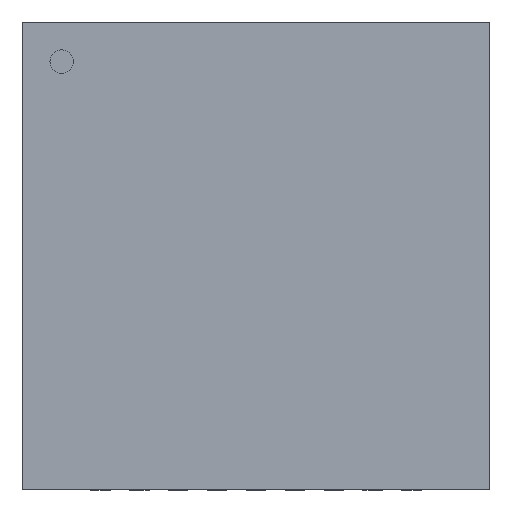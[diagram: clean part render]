
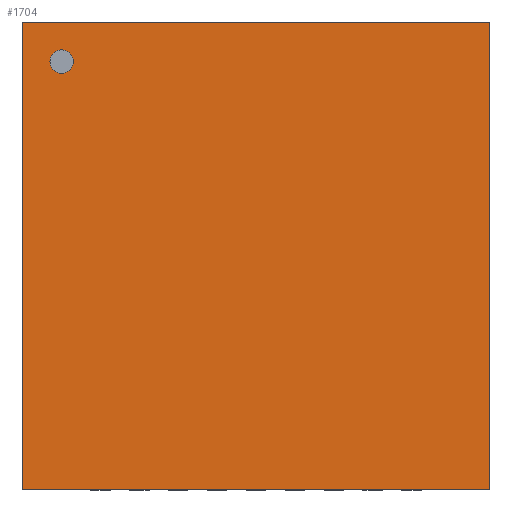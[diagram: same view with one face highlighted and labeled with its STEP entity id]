
A CAD part, top view. The second image highlights one B-rep face of the part: STEP entity #1704.
In plain terms, the highlighted planar face has unit normal (0, 0, 1).
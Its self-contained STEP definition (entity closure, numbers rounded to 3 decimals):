
#60 = DIRECTION ( 'NONE',  ( 0., 0., -1. ) ) ;
#178 = CARTESIAN_POINT ( 'NONE',  ( 0., -3., 0.8 ) ) ;
#316 = VERTEX_POINT ( 'NONE', #4328 ) ;
#492 = LINE ( 'NONE', #4838, #5082 ) ;
#1172 = EDGE_LOOP ( 'NONE', ( #11646, #10339 ) ) ;
#1458 = CARTESIAN_POINT ( 'NONE',  ( -3., -3., 0.8 ) ) ;
#1701 = CARTESIAN_POINT ( 'NONE',  ( 3., 0., 0.8 ) ) ;
#1704 = ADVANCED_FACE ( 'NONE', ( #11216, #9074 ), #4894, .T. ) ;
#1928 = EDGE_CURVE ( 'NONE', #9205, #2920, #4296, .T. ) ;
#2001 = DIRECTION ( 'NONE',  ( 1., 0., 0. ) ) ;
#2747 = CARTESIAN_POINT ( 'NONE',  ( -2.5, 2.5, 0.8 ) ) ;
#2920 = VERTEX_POINT ( 'NONE', #9913 ) ;
#3498 = VECTOR ( 'NONE', #2001, 1000. ) ;
#3594 = DIRECTION ( 'NONE',  ( -1., 0., 0. ) ) ;
#3673 = DIRECTION ( 'NONE',  ( 1., 0., 0. ) ) ;
#3860 = EDGE_CURVE ( 'NONE', #9940, #9205, #10572, .T. ) ;
#4120 = AXIS2_PLACEMENT_3D ( 'NONE', #2747, #9203, #3673 ) ;
#4296 = LINE ( 'NONE', #1701, #9198 ) ;
#4328 = CARTESIAN_POINT ( 'NONE',  ( -2.35, 2.5, 0.8 ) ) ;
#4838 = CARTESIAN_POINT ( 'NONE',  ( -3., 0., 0.8 ) ) ;
#4853 = EDGE_CURVE ( 'NONE', #316, #9496, #6519, .T. ) ;
#4894 = PLANE ( 'NONE',  #11557 ) ;
#5082 = VECTOR ( 'NONE', #5781, 1000. ) ;
#5421 = CARTESIAN_POINT ( 'NONE',  ( -2.65, 2.5, 0.8 ) ) ;
#5501 = EDGE_CURVE ( 'NONE', #9496, #316, #6418, .T. ) ;
#5554 = CARTESIAN_POINT ( 'NONE',  ( -2.5, 2.5, 0.8 ) ) ;
#5781 = DIRECTION ( 'NONE',  ( 0., -1., 0. ) ) ;
#6201 = CARTESIAN_POINT ( 'NONE',  ( 0., 0., 0.8 ) ) ;
#6364 = CARTESIAN_POINT ( 'NONE',  ( 0., 3., 0.8 ) ) ;
#6418 = CIRCLE ( 'NONE', #7505, 0.15 ) ;
#6501 = DIRECTION ( 'NONE',  ( 1., 0., 0. ) ) ;
#6519 = CIRCLE ( 'NONE', #4120, 0.15 ) ;
#6899 = ORIENTED_EDGE ( 'NONE', *, *, #8027, .T. ) ;
#7505 = AXIS2_PLACEMENT_3D ( 'NONE', #5554, #60, #6501 ) ;
#7705 = CARTESIAN_POINT ( 'NONE',  ( 3., -3., 0.8 ) ) ;
#7769 = VERTEX_POINT ( 'NONE', #8831 ) ;
#7839 = VECTOR ( 'NONE', #3594, 1000. ) ;
#7980 = DIRECTION ( 'NONE',  ( 0., 1., 0. ) ) ;
#8027 = EDGE_CURVE ( 'NONE', #2920, #7769, #10273, .T. ) ;
#8243 = ORIENTED_EDGE ( 'NONE', *, *, #8270, .T. ) ;
#8270 = EDGE_CURVE ( 'NONE', #7769, #9940, #492, .T. ) ;
#8503 = ORIENTED_EDGE ( 'NONE', *, *, #1928, .T. ) ;
#8831 = CARTESIAN_POINT ( 'NONE',  ( -3., 3., 0.8 ) ) ;
#9074 = FACE_OUTER_BOUND ( 'NONE', #9671, .T. ) ;
#9198 = VECTOR ( 'NONE', #7980, 1000. ) ;
#9203 = DIRECTION ( 'NONE',  ( 0., 0., -1. ) ) ;
#9205 = VERTEX_POINT ( 'NONE', #7705 ) ;
#9225 = DIRECTION ( 'NONE',  ( 0., 0., 1. ) ) ;
#9496 = VERTEX_POINT ( 'NONE', #5421 ) ;
#9671 = EDGE_LOOP ( 'NONE', ( #8243, #9918, #8503, #6899 ) ) ;
#9781 = DIRECTION ( 'NONE',  ( 1., 0., 0. ) ) ;
#9913 = CARTESIAN_POINT ( 'NONE',  ( 3., 3., 0.8 ) ) ;
#9918 = ORIENTED_EDGE ( 'NONE', *, *, #3860, .T. ) ;
#9940 = VERTEX_POINT ( 'NONE', #1458 ) ;
#10273 = LINE ( 'NONE', #6364, #7839 ) ;
#10339 = ORIENTED_EDGE ( 'NONE', *, *, #5501, .T. ) ;
#10572 = LINE ( 'NONE', #178, #3498 ) ;
#11216 = FACE_BOUND ( 'NONE', #1172, .T. ) ;
#11557 = AXIS2_PLACEMENT_3D ( 'NONE', #6201, #9225, #9781 ) ;
#11646 = ORIENTED_EDGE ( 'NONE', *, *, #4853, .T. ) ;
